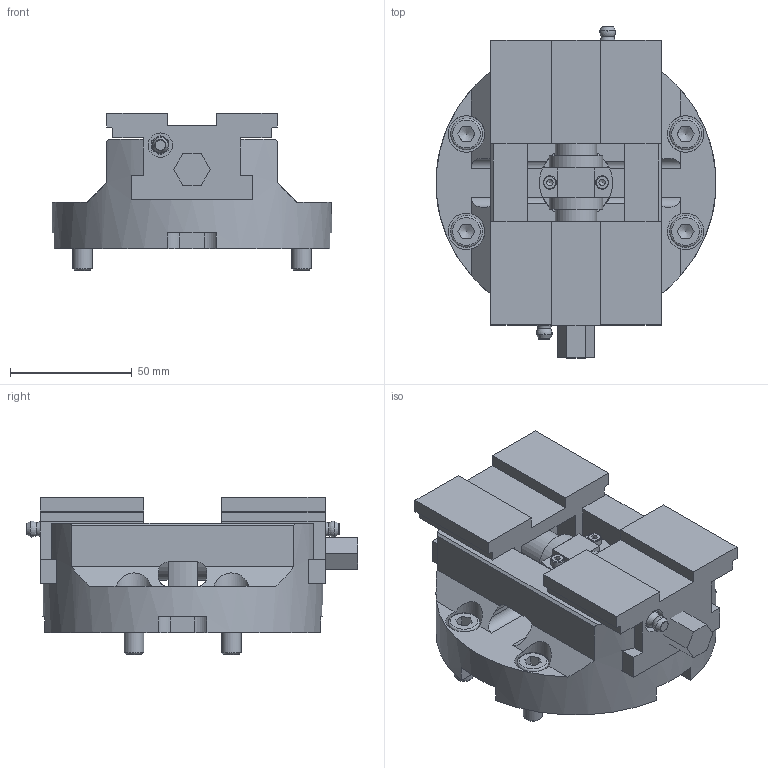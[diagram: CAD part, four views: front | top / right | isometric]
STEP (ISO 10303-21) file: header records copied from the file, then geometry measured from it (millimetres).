
FILE_DESCRIPTION(/* description */ ('Kunde (verstellbar)'),/* implementation_level */ '2;1');
FILE_NAME(/* name */ '200-0115-012_Kunde (verstellbar).stp',/* time_stamp */ '2022-11-15T13:01:13+01:00',/* author */ ('Chiacchiera'),/* organization */ (''),/* preprocessor_version */ 'ST-DEVELOPER v19.2',/* originating_system */ 'Autodesk Inventor 2023',/* authorisation */ '');
FILE_SCHEMA (('AUTOMOTIVE_DESIGN { 1 0 10303 214 3 1 1 }'));
Length unit declared in the file: millimetre
Products named in the file (3): 200-0115-012; 200-0115-012_1; 200-0115-012_2
Assembly tree (3 placements, depth 2):
  200-0115-012
    200-0115-012_1
    200-0115-012_2  x2
Bounding box: 114.8 x 136.3 x 64.5 mm (x, y, z)
Volume: 406936.1 mm3; surface area: 94719.8 mm2
Topology: 3 solids, 3 shells, 395 faces, 1018 edges, 664 vertices
Faces by surface type: plane 247, cylinder 73, cone 53, torus 20, sphere 2
Full cylindrical faces by diameter (mm): 4.917 x4, 5.5 x2, 6.647 x4, 8 x4, 8.5 x6, 9 x4, 10 x8, 10.106 x1, 12 x4, 13 x4, 15 x4, 17 x2, 22 x2, 25 x1, 54 x1, 55 x1, 115 x1
Entity records: 10785 total; most frequent: CARTESIAN_POINT 2037, ORIENTED_EDGE 1726, DIRECTION 1714, EDGE_CURVE 863, AXIS2_PLACEMENT_3D 617, VERTEX_POINT 580, LINE 480, VECTOR 480
